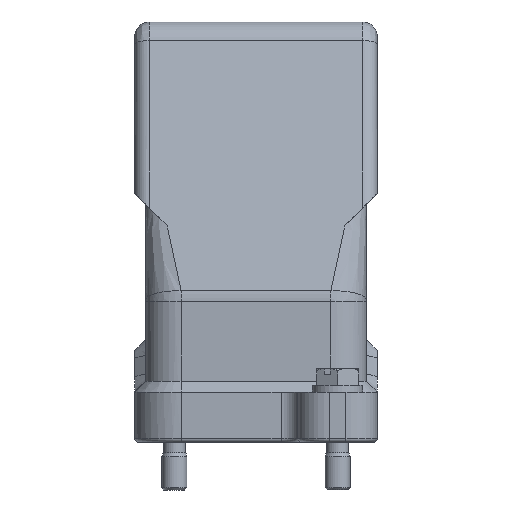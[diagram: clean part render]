
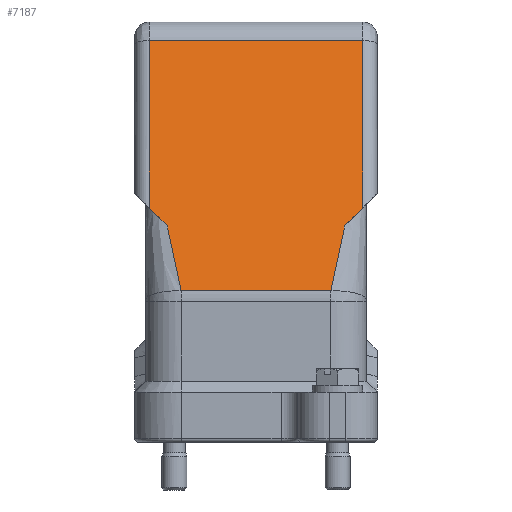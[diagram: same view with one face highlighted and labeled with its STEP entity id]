
A CAD part, left-side view. The second image highlights one B-rep face of the part: STEP entity #7187.
In plain terms, the highlighted planar face has unit normal (-0.966, 0, 0.259).
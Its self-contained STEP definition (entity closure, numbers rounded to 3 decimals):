
#5546=FACE_OUTER_BOUND('',#8672,.T.);
#7187=ADVANCED_FACE('',(#5546),#7788,.T.);
#7788=PLANE('',#18737);
#8672=EDGE_LOOP('',(#10864,#10865,#10866,#10867,#10868,#10869,#10870,#10871));
#10864=ORIENTED_EDGE('',*,*,#15351,.T.);
#10865=ORIENTED_EDGE('',*,*,#15353,.T.);
#10866=ORIENTED_EDGE('',*,*,#15309,.T.);
#10867=ORIENTED_EDGE('',*,*,#15307,.T.);
#10868=ORIENTED_EDGE('',*,*,#15300,.F.);
#10869=ORIENTED_EDGE('',*,*,#15293,.F.);
#10870=ORIENTED_EDGE('',*,*,#15354,.F.);
#10871=ORIENTED_EDGE('',*,*,#15346,.F.);
#13728=VERTEX_POINT('',#25286);
#13729=VERTEX_POINT('',#25287);
#13734=VERTEX_POINT('',#25379);
#13739=VERTEX_POINT('',#25417);
#13740=VERTEX_POINT('',#25475);
#13762=VERTEX_POINT('',#25676);
#13763=VERTEX_POINT('',#25678);
#13764=VERTEX_POINT('',#25709);
#15293=EDGE_CURVE('',#13728,#13729,#16831,.T.);
#15300=EDGE_CURVE('',#13729,#13734,#16832,.T.);
#15307=EDGE_CURVE('',#13739,#13734,#16834,.T.);
#15309=EDGE_CURVE('',#13740,#13739,#16835,.T.);
#15346=EDGE_CURVE('',#13762,#13763,#16849,.T.);
#15351=EDGE_CURVE('',#13762,#13764,#16850,.T.);
#15353=EDGE_CURVE('',#13764,#13740,#16851,.T.);
#15354=EDGE_CURVE('',#13763,#13728,#16852,.T.);
#16831=LINE('',#25285,#17870);
#16832=LINE('',#25378,#17871);
#16834=LINE('',#25416,#17873);
#16835=LINE('',#25474,#17874);
#16849=LINE('',#25677,#17888);
#16850=LINE('',#25710,#17889);
#16851=LINE('',#25729,#17890);
#16852=LINE('',#25731,#17891);
#17870=VECTOR('',#20366,1.);
#17871=VECTOR('',#20371,1.);
#17873=VECTOR('',#20379,1.);
#17874=VECTOR('',#20380,1.);
#17888=VECTOR('',#20432,1.);
#17889=VECTOR('',#20441,1.);
#17890=VECTOR('',#20446,1.);
#17891=VECTOR('',#20449,1.);
#18737=AXIS2_PLACEMENT_3D('',#25732,#20450,#20451);
#20366=DIRECTION('',(-0.253,0.204,-0.946));
#20371=DIRECTION('',(0.,1.,0.));
#20379=DIRECTION('',(-0.253,-0.204,-0.946));
#20380=DIRECTION('',(-0.186,-0.695,-0.695));
#20432=DIRECTION('',(-0.259,0.,-0.966));
#20441=DIRECTION('',(0.,1.,0.));
#20446=DIRECTION('',(-0.259,0.,-0.966));
#20449=DIRECTION('',(-0.186,0.695,-0.695));
#20450=DIRECTION('',(-0.966,0.,0.259));
#20451=DIRECTION('',(0.259,0.,0.966));
#25285=CARTESIAN_POINT('',(-47.018,-21.227,51.727));
#25286=CARTESIAN_POINT('',(-47.018,-21.227,51.727));
#25287=CARTESIAN_POINT('',(-51.159,-17.9,36.272));
#25378=CARTESIAN_POINT('',(-51.159,-17.9,36.272));
#25379=CARTESIAN_POINT('',(-51.159,17.9,36.272));
#25416=CARTESIAN_POINT('',(-47.018,21.227,51.727));
#25417=CARTESIAN_POINT('',(-47.018,21.227,51.727));
#25474=CARTESIAN_POINT('',(-45.873,25.5,56.));
#25475=CARTESIAN_POINT('',(-45.873,25.5,56.));
#25676=CARTESIAN_POINT('',(-35.141,-25.5,96.053));
#25677=CARTESIAN_POINT('',(-35.141,-25.5,96.053));
#25678=CARTESIAN_POINT('',(-45.873,-25.5,56.));
#25709=CARTESIAN_POINT('',(-35.141,25.5,96.053));
#25710=CARTESIAN_POINT('',(-35.141,-25.5,96.053));
#25729=CARTESIAN_POINT('',(-35.141,25.5,96.053));
#25731=CARTESIAN_POINT('',(-45.873,-25.5,56.));
#25732=CARTESIAN_POINT('',(-51.96,-28.05,33.283));
